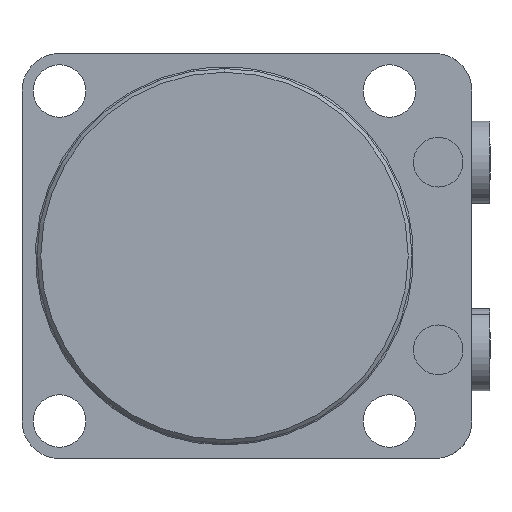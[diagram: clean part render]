
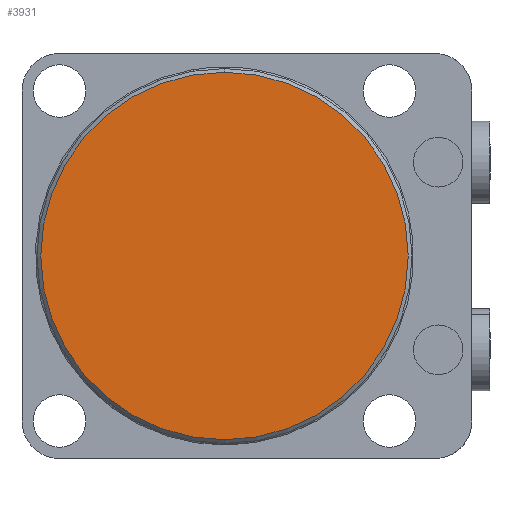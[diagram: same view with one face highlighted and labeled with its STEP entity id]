
A CAD part, front view. The second image highlights one B-rep face of the part: STEP entity #3931.
In plain terms, the highlighted planar face has unit normal (0, -1, 0).
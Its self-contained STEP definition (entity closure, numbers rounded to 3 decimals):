
#325 = EDGE_CURVE ( 'NONE', #2920, #2736, #1400, .T. ) ;
#461 = AXIS2_PLACEMENT_3D ( 'NONE', #3117, #3109, #3108 ) ;
#632 = EDGE_CURVE ( 'NONE', #2736, #2920, #2112, .T. ) ;
#670 = AXIS2_PLACEMENT_3D ( 'NONE', #1341, #1324, #1323 ) ;
#812 = EDGE_LOOP ( 'NONE', ( #2558, #2559 ) ) ;
#1323 = DIRECTION ( 'NONE',  ( 0., 0., 1. ) ) ;
#1324 = DIRECTION ( 'NONE',  ( 0., 1., 0. ) ) ;
#1341 = CARTESIAN_POINT ( 'NONE',  ( 0., -70., 0. ) ) ;
#1400 = CIRCLE ( 'NONE', #670, 49. ) ;
#1659 = CARTESIAN_POINT ( 'NONE',  ( 0., -70., -49. ) ) ;
#1800 = CARTESIAN_POINT ( 'NONE',  ( 0., -70., 49. ) ) ;
#1991 = DIRECTION ( 'NONE',  ( 0., 0., 1. ) ) ;
#1992 = DIRECTION ( 'NONE',  ( 0., 1., 0. ) ) ;
#1993 = CARTESIAN_POINT ( 'NONE',  ( 0., -70., 0. ) ) ;
#2112 = CIRCLE ( 'NONE', #3542, 49. ) ;
#2558 = ORIENTED_EDGE ( 'NONE', *, *, #632, .F. ) ;
#2559 = ORIENTED_EDGE ( 'NONE', *, *, #325, .F. ) ;
#2736 = VERTEX_POINT ( 'NONE', #1800 ) ;
#2920 = VERTEX_POINT ( 'NONE', #1659 ) ;
#3108 = DIRECTION ( 'NONE',  ( 0., 0., -1. ) ) ;
#3109 = DIRECTION ( 'NONE',  ( 0., -1., 0. ) ) ;
#3111 = PLANE ( 'NONE',  #461 ) ;
#3117 = CARTESIAN_POINT ( 'NONE',  ( 0., -70., 0. ) ) ;
#3542 = AXIS2_PLACEMENT_3D ( 'NONE', #1993, #1992, #1991 ) ;
#3689 = FACE_OUTER_BOUND ( 'NONE', #812, .T. ) ;
#3931 = ADVANCED_FACE ( 'NONE', ( #3689 ), #3111, .T. ) ;
